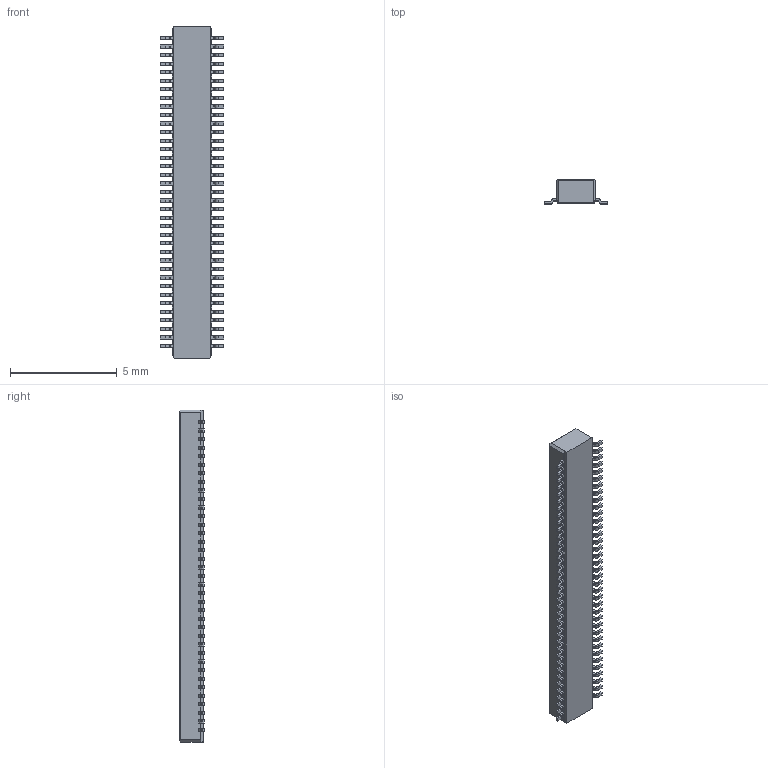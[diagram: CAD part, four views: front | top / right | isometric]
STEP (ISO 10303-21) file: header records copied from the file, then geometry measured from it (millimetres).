
FILE_DESCRIPTION(('OneSpaceDesigner STEP Export'),'2;1');
FILE_NAME('DF40C-70DP.stp','2007-02-05T11:21:34',(''),(''),'OneSpace Designer STEP processor (Jan. 2003) for AP214(CD)(Solid Model)','OneSpace Designer 12.00 10-Sep-2003 (C) CoCreate Software GmbH','');
FILE_SCHEMA(('AUTOMOTIVE_DESIGN_CC2 {1 2 10303 214 -1 1 5 1}'));
Length unit declared in the file: millimetre
Products named in the file (1): DF40C-70DP-0.4v
Bounding box: 2.97 x 1.14 x 15.52 mm (x, y, z)
Volume: 17.8 mm3; surface area: 142.3 mm2
Topology: 1 solids, 1 shells, 971 faces, 2878 edges, 1912 vertices
Faces by surface type: plane 637, cylinder 318, torus 12, cone 4
Entity records: 32366 total; most frequent: CARTESIAN_POINT 5817, ORIENTED_EDGE 5756, DIRECTION 5441, EDGE_CURVE 2878, VECTOR 2161, LINE 2161, VERTEX_POINT 1912, AXIS2_PLACEMENT_3D 1640
